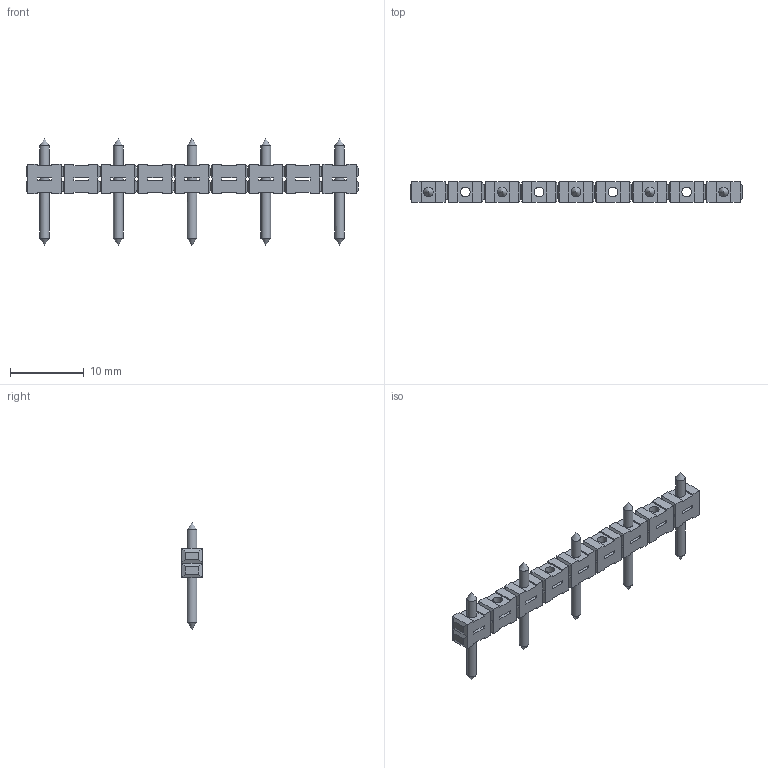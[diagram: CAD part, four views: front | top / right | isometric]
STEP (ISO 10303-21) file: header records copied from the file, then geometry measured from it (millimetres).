
FILE_DESCRIPTION(('STEP AP214'),'1');
FILE_NAME('PVSD05-10.stp','2018-11-21T10:04:43',(' '),(' '),'Spatial InterOp 3D',' ',' ');
FILE_SCHEMA(('AUTOMOTIVE_DESIGN { 1 0 10303 214 1 1 1 1 }'));
Length unit declared in the file: metre
Products named in the file (1): 1
Bounding box: 45 x 2.8 x 14.5 mm (x, y, z)
Volume: 494.2 mm3; surface area: 1042 mm2
Topology: 1 solids, 1 shells, 325 faces, 827 edges, 488 vertices
Faces by surface type: plane 292, cylinder 23, cone 10
Full cylindrical faces by diameter (mm): 1.3 x23
Entity records: 11657 total; most frequent: CARTESIAN_POINT 1542, ORIENTED_EDGE 1512, DIRECTION 1454, EDGE_CURVE 756, LINE 710, VECTOR 710, VERTEX_POINT 460, EDGE_LOOP 402
